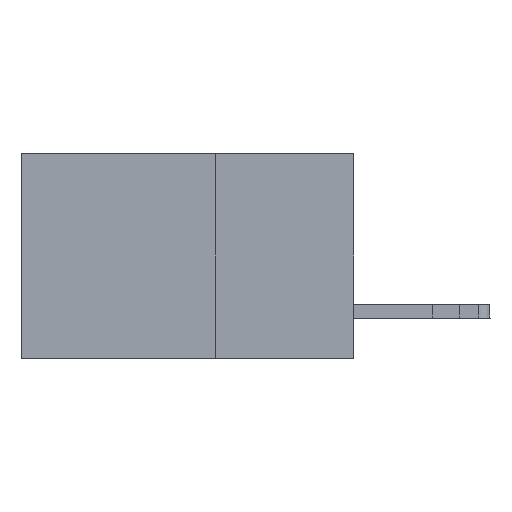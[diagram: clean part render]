
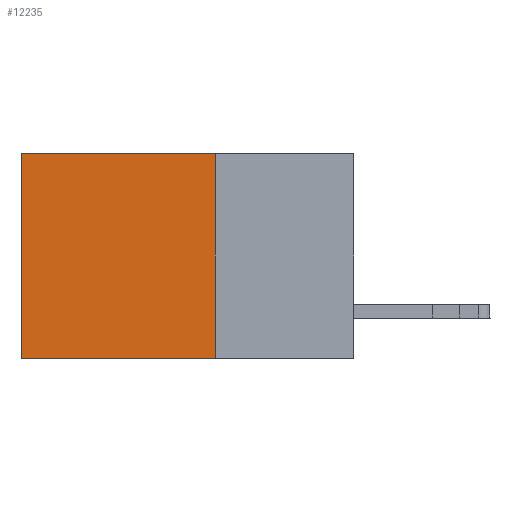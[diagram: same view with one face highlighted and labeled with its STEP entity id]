
A CAD part, left-side view. The second image highlights one B-rep face of the part: STEP entity #12235.
In plain terms, the highlighted planar face has unit normal (-1, 0, 0).
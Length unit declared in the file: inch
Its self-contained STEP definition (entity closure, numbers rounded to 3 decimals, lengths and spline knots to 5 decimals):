
#401 = LINE ( 'NONE', #9503, #20338 ) ;
#1564 = LINE ( 'NONE', #19653, #13004 ) ;
#1683 = ORIENTED_EDGE ( 'NONE', *, *, #23621, .T. ) ;
#2290 = VERTEX_POINT ( 'NONE', #28069 ) ;
#2402 = CARTESIAN_POINT ( 'NONE',  ( 0.2875, 0.25, -0.37 ) ) ;
#5668 = ORIENTED_EDGE ( 'NONE', *, *, #13399, .T. ) ;
#9503 = CARTESIAN_POINT ( 'NONE',  ( 0.2875, 0.6, 0. ) ) ;
#10906 = LINE ( 'NONE', #34331, #15611 ) ;
#11432 = PLANE ( 'NONE',  #30540 ) ;
#11675 = VERTEX_POINT ( 'NONE', #30762 ) ;
#12235 = ADVANCED_FACE ( 'NONE', ( #15294 ), #11432, .F. ) ;
#12540 = CARTESIAN_POINT ( 'NONE',  ( 0.2875, 0.25, -0.37 ) ) ;
#12784 = ORIENTED_EDGE ( 'NONE', *, *, #17886, .F. ) ;
#13004 = VECTOR ( 'NONE', #16591, 39.37008 ) ;
#13399 = EDGE_CURVE ( 'NONE', #11675, #2290, #10906, .T. ) ;
#14194 = DIRECTION ( 'NONE',  ( 0., 0., -1. ) ) ;
#15294 = FACE_OUTER_BOUND ( 'NONE', #27561, .T. ) ;
#15490 = CARTESIAN_POINT ( 'NONE',  ( 0.2875, 0.6, -0.37 ) ) ;
#15611 = VECTOR ( 'NONE', #23336, 39.37008 ) ;
#16352 = EDGE_CURVE ( 'NONE', #24098, #20447, #27267, .T. ) ;
#16591 = DIRECTION ( 'NONE',  ( 0., 0., -1. ) ) ;
#16598 = VECTOR ( 'NONE', #23384, 39.37008 ) ;
#17886 = EDGE_CURVE ( 'NONE', #11675, #24098, #1564, .T. ) ;
#19653 = CARTESIAN_POINT ( 'NONE',  ( 0.2875, 0.25, 0. ) ) ;
#20338 = VECTOR ( 'NONE', #22950, 39.37008 ) ;
#20447 = VERTEX_POINT ( 'NONE', #15490 ) ;
#22162 = CARTESIAN_POINT ( 'NONE',  ( 0.2875, 0.25, 0. ) ) ;
#22950 = DIRECTION ( 'NONE',  ( 0., 0., -1. ) ) ;
#23336 = DIRECTION ( 'NONE',  ( 0., 1., 0. ) ) ;
#23384 = DIRECTION ( 'NONE',  ( 0., 1., 0. ) ) ;
#23621 = EDGE_CURVE ( 'NONE', #2290, #20447, #401, .T. ) ;
#24098 = VERTEX_POINT ( 'NONE', #2402 ) ;
#27267 = LINE ( 'NONE', #12540, #16598 ) ;
#27561 = EDGE_LOOP ( 'NONE', ( #1683, #29812, #12784, #5668 ) ) ;
#27936 = DIRECTION ( 'NONE',  ( 1., 0., 0. ) ) ;
#28069 = CARTESIAN_POINT ( 'NONE',  ( 0.2875, 0.6, 0. ) ) ;
#29812 = ORIENTED_EDGE ( 'NONE', *, *, #16352, .F. ) ;
#30540 = AXIS2_PLACEMENT_3D ( 'NONE', #22162, #27936, #14194 ) ;
#30762 = CARTESIAN_POINT ( 'NONE',  ( 0.2875, 0.25, 0. ) ) ;
#34331 = CARTESIAN_POINT ( 'NONE',  ( 0.2875, 0.25, 0. ) ) ;
